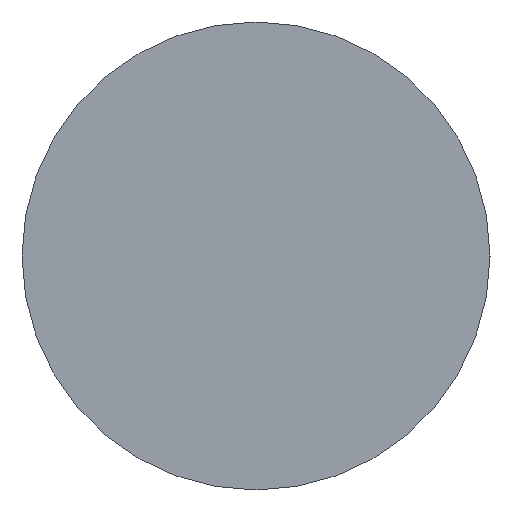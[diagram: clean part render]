
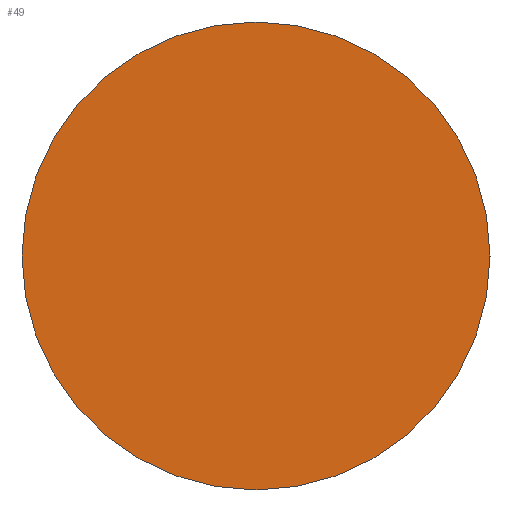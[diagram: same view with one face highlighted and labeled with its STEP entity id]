
A CAD part, left-side view. The second image highlights one B-rep face of the part: STEP entity #49.
In plain terms, the highlighted planar face has unit normal (-1, 0, 0).
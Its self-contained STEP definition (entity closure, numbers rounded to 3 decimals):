
#29=ORIENTED_EDGE('',*,*,#33,.T.);
#33=EDGE_CURVE('',#35,#35,#37,.T.);
#35=VERTEX_POINT('',#95);
#37=CIRCLE('',#70,14.);
#39=EDGE_LOOP('',(#29));
#43=FACE_BOUND('',#39,.T.);
#47=PLANE('',#69);
#49=ADVANCED_FACE('',(#43),#47,.T.);
#69=AXIS2_PLACEMENT_3D('',#93,#78,#79);
#70=AXIS2_PLACEMENT_3D('',#94,#80,#81);
#78=DIRECTION('',(-1.,0.,0.));
#79=DIRECTION('',(0.,1.,0.));
#80=DIRECTION('',(-1.,0.,0.));
#81=DIRECTION('',(0.,1.,0.));
#93=CARTESIAN_POINT('',(126.2,-38.4,226.5));
#94=CARTESIAN_POINT('',(126.2,-38.4,226.5));
#95=CARTESIAN_POINT('',(126.2,-24.4,226.5));
